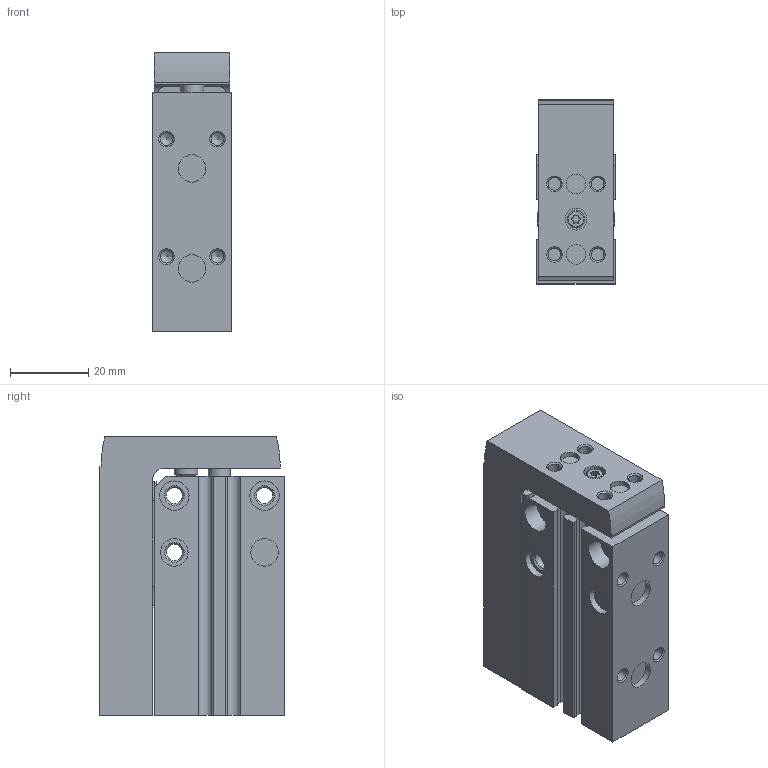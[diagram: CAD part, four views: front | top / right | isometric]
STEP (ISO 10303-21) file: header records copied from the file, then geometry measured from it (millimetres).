
FILE_DESCRIPTION(/* description */ ('STEP AP214'),/* implementation_level */ '2;1');
FILE_NAME(/* name */ '8164063_DGSS-10-25-E1A',/* time_stamp */ '2024-08-16T04:50:27+02:00',/* author */ ('License CC BY-ND 4.0'),/* organization */ ('CADENAS'),/* preprocessor_version */ 'ST-DEVELOPER v19.3',/* originating_system */ 'PARTsolutions',/* authorisation */ ' ');
FILE_SCHEMA (('AUTOMOTIVE_DESIGN {1 0 10303 214 3 1 1}'));
Length unit declared in the file: millimetre
Products named in the file (3): 8164063 DGSS-10-25-E1A---(0_high); 8147514 DGSS-10-25---(high_h); 8147514 DGSS-10-25---(high_s)
Assembly tree (2 placements, depth 2):
  8164063 DGSS-10-25-E1A---(0_high)
    8147514 DGSS-10-25---(high_h)
    8147514 DGSS-10-25---(high_s)
Bounding box: 20 x 47 x 71 mm (x, y, z)
Volume: 50369.4 mm3; surface area: 26150.5 mm2
Topology: 2 solids, 2 shells, 365 faces, 904 edges, 587 vertices
Faces by surface type: plane 157, cylinder 156, cone 46, torus 6
Full cylindrical faces by diameter (mm): 2.013 x8, 3.242 x12, 4 x2, 4.134 x5, 4.5 x1, 4.8 x1, 5 x4, 5.5 x4, 5.6 x3, 6 x1, 6.3 x4, 7 x7, 7.5 x4, 10 x2
Entity records: 11574 total; most frequent: DIRECTION 1864, CARTESIAN_POINT 1729, ORIENTED_EDGE 1546, EDGE_CURVE 773, AXIS2_PLACEMENT_3D 725, VERTEX_POINT 576, FACE_BOUND 547, EDGE_LOOP 537
